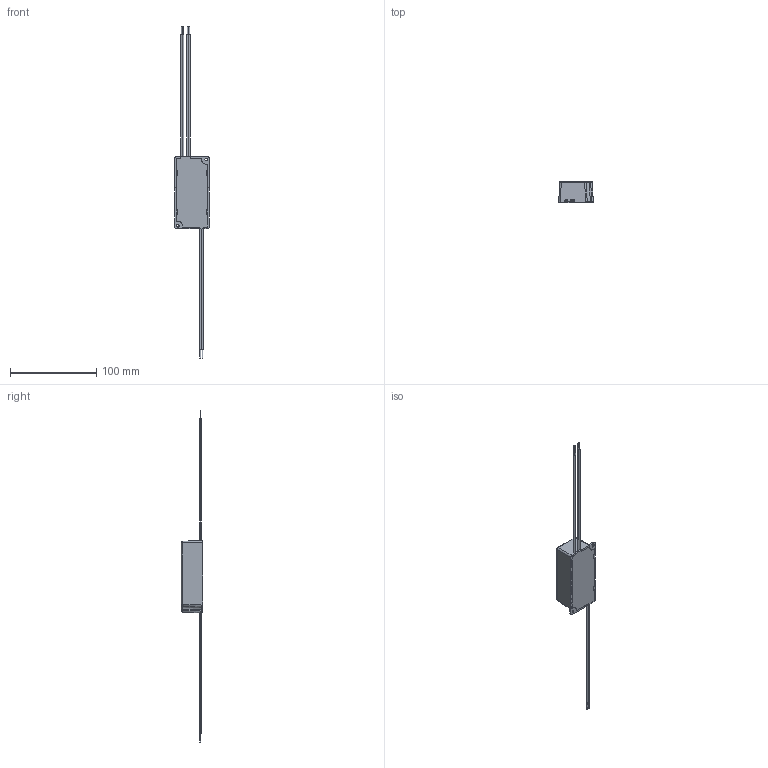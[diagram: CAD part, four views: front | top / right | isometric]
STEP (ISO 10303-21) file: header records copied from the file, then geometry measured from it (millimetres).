
FILE_DESCRIPTION (( 'STEP AP214' ), '1' );
FILE_NAME ('ERIS-S CASE ASSY_REV-B.STP', '2014-05-22T03:05:55', ( 'Rex' ), ( '' ), 'SwSTEP 2.0', 'SolidWorks 2013', '' );
FILE_SCHEMA (( 'AUTOMOTIVE_DESIGN' ));
Length unit declared in the file: millimetre
Products named in the file (5): OUTPUT-WIRES_ERIS-S; INPUT-WIRES_ERIS-S; 7500-01255B (CASE COVER, 84MMX40MM, PLASTIC, SNAP-FIT); 7500-01254A (CASE BASE, 84MMX40MM, PLASTIC, SNAP-FIT); ERIS-S CASE ASSY_REV-B
Assembly tree (4 placements, depth 2):
  ERIS-S CASE ASSY_REV-B
    7500-01254A (CASE BASE, 84MMX40MM, PLASTIC, SNAP-FIT)
    7500-01255B (CASE COVER, 84MMX40MM, PLASTIC, SNAP-FIT)
    INPUT-WIRES_ERIS-S
    OUTPUT-WIRES_ERIS-S
Bounding box: 40 x 25.2 x 385.61 mm (x, y, z)
Volume: 23422.6 mm3; surface area: 30873.8 mm2
Topology: 6 solids, 6 shells, 302 faces, 793 edges, 510 vertices
Faces by surface type: plane 158, cylinder 102, bspline 38, cone 4
Entity records: 12458 total; most frequent: CARTESIAN_POINT 4587, ORIENTED_EDGE 1586, DIRECTION 1377, EDGE_CURVE 793, VECTOR 511, LINE 511, VERTEX_POINT 510, AXIS2_PLACEMENT_3D 433
